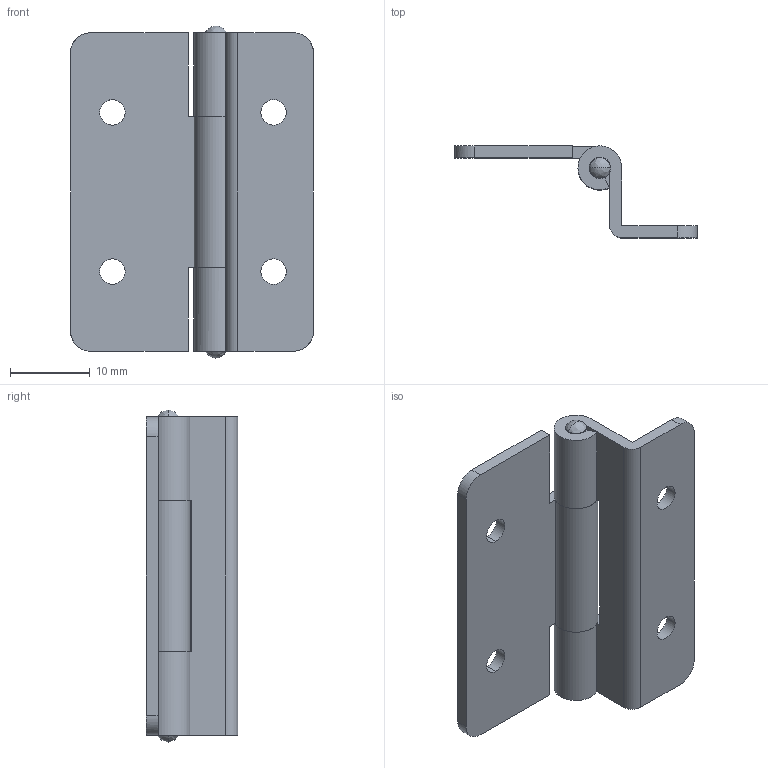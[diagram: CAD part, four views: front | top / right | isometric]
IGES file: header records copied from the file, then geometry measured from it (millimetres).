
Start section: ------------------------------------------------------------------------
Global section: file name: PC013.5124.TH-185SUS_16233.igs; native system: spGate; preprocessor: ver19.8.4 (****-****-****-****); author: Unknown; organization: Unknown; date: 240206.152849; units: millimetre
Bounding box: 30.5 x 11.5 x 41.7 mm (x, y, z)
Volume: 2756.8 mm3; surface area: 4222.1 mm2
Topology: 3 solids, 3 shells, 49 faces, 129 edges, 84 vertices
Faces by surface type: bspline 49
